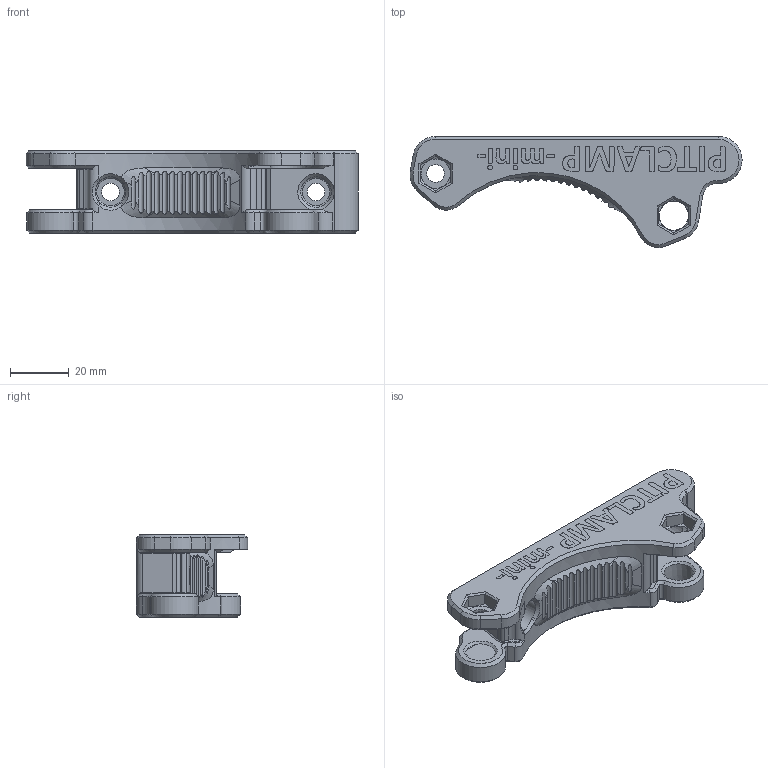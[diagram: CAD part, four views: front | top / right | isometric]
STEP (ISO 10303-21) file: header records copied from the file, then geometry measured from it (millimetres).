
FILE_DESCRIPTION(/* description */ (''),/* implementation_level */ '2;1');
FILE_NAME(/* name */ 'PitClamp Mini - Base - Folding - Bottom.step',/* time_stamp */ '2024-08-17T23:02:56-04:00',/* author */ (''),/* organization */ (''),/* preprocessor_version */ 'ST-DEVELOPER v20',/* originating_system */ 'Autodesk Translation Framework v13.14.0.145',/* authorisation */ '');
FILE_SCHEMA (('AUTOMOTIVE_DESIGN { 1 0 10303 214 3 1 1 }'));
Length unit declared in the file: millimetre
Products named in the file (1): 3030 Double Hinge Base
Bounding box: 113.08 x 37.86 x 28 mm (x, y, z)
Volume: 50876.1 mm3; surface area: 13673.8 mm2
Topology: 1 solids, 1 shells, 698 faces, 1944 edges, 1268 vertices
Faces by surface type: bspline 399, plane 164, cylinder 75, cone 60
Full cylindrical faces by diameter (mm): 6 x3, 10.4 x2, 11.4 x1
Entity records: 27270 total; most frequent: CARTESIAN_POINT 12145, ORIENTED_EDGE 3888, EDGE_CURVE 1944, DIRECTION 1826, VERTEX_POINT 1268, B_SPLINE_CURVE_WITH_KNOTS 876, LINE 874, VECTOR 874
